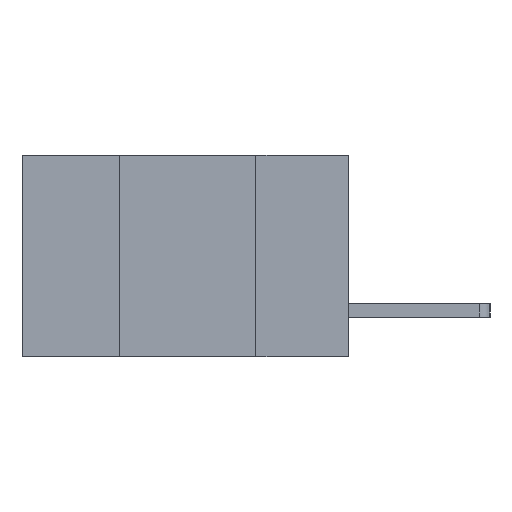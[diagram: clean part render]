
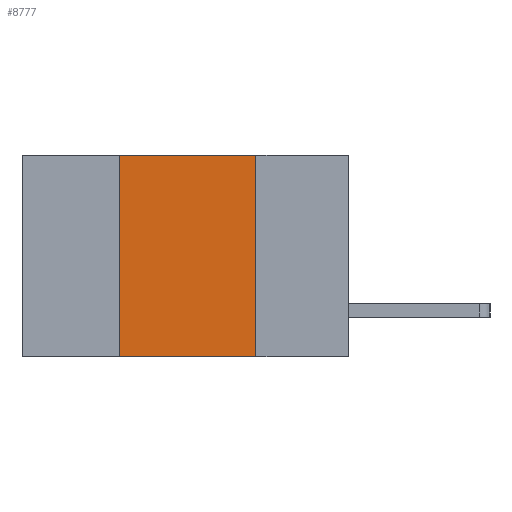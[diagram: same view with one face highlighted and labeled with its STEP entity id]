
A CAD part, left-side view. The second image highlights one B-rep face of the part: STEP entity #8777.
In plain terms, the highlighted planar face has unit normal (-1, 0, 0).
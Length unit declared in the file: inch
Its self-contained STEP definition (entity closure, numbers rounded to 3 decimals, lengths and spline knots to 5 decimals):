
#146 = DIRECTION ( 'NONE',  ( 0., 0., -1. ) ) ;
#149 = EDGE_CURVE ( 'NONE', #3065, #8074, #2406, .T. ) ;
#466 = EDGE_CURVE ( 'NONE', #7818, #3065, #6814, .T. ) ;
#590 = DIRECTION ( 'NONE',  ( 0., -1., 0. ) ) ;
#1187 = ORIENTED_EDGE ( 'NONE', *, *, #149, .F. ) ;
#1570 = CARTESIAN_POINT ( 'NONE',  ( 0., 0.6, 0. ) ) ;
#1600 = VERTEX_POINT ( 'NONE', #7427 ) ;
#2039 = PLANE ( 'NONE',  #7731 ) ;
#2314 = CARTESIAN_POINT ( 'NONE',  ( 0., 0.17, 0. ) ) ;
#2406 = LINE ( 'NONE', #1570, #7811 ) ;
#2874 = EDGE_CURVE ( 'NONE', #7818, #1600, #5640, .T. ) ;
#3054 = VECTOR ( 'NONE', #8046, 39.37008 ) ;
#3065 = VERTEX_POINT ( 'NONE', #8588 ) ;
#3459 = DIRECTION ( 'NONE',  ( 1., 0., 0. ) ) ;
#3804 = ORIENTED_EDGE ( 'NONE', *, *, #466, .F. ) ;
#3844 = VECTOR ( 'NONE', #146, 39.37008 ) ;
#3996 = EDGE_CURVE ( 'NONE', #8074, #1600, #4290, .T. ) ;
#4124 = CARTESIAN_POINT ( 'NONE',  ( 0., 0.17, 0. ) ) ;
#4290 = LINE ( 'NONE', #2314, #3844 ) ;
#4474 = ORIENTED_EDGE ( 'NONE', *, *, #2874, .T. ) ;
#5449 = FACE_OUTER_BOUND ( 'NONE', #8359, .T. ) ;
#5640 = LINE ( 'NONE', #6999, #9163 ) ;
#5727 = DIRECTION ( 'NONE',  ( 0., -1., 0. ) ) ;
#5953 = CARTESIAN_POINT ( 'NONE',  ( 0., 0.42, -0.37 ) ) ;
#6176 = ORIENTED_EDGE ( 'NONE', *, *, #3996, .F. ) ;
#6814 = LINE ( 'NONE', #7453, #3054 ) ;
#6999 = CARTESIAN_POINT ( 'NONE',  ( 0., 0.6, -0.37 ) ) ;
#7004 = CARTESIAN_POINT ( 'NONE',  ( 0., 0.6, 0. ) ) ;
#7427 = CARTESIAN_POINT ( 'NONE',  ( 0., 0.17, -0.37 ) ) ;
#7453 = CARTESIAN_POINT ( 'NONE',  ( 0., 0.42, 0. ) ) ;
#7731 = AXIS2_PLACEMENT_3D ( 'NONE', #7004, #3459, #8398 ) ;
#7811 = VECTOR ( 'NONE', #5727, 39.37008 ) ;
#7818 = VERTEX_POINT ( 'NONE', #5953 ) ;
#8046 = DIRECTION ( 'NONE',  ( 0., 0., 1. ) ) ;
#8074 = VERTEX_POINT ( 'NONE', #4124 ) ;
#8359 = EDGE_LOOP ( 'NONE', ( #6176, #1187, #3804, #4474 ) ) ;
#8398 = DIRECTION ( 'NONE',  ( 0., 0., -1. ) ) ;
#8588 = CARTESIAN_POINT ( 'NONE',  ( 0., 0.42, 0. ) ) ;
#8777 = ADVANCED_FACE ( 'NONE', ( #5449 ), #2039, .F. ) ;
#9163 = VECTOR ( 'NONE', #590, 39.37008 ) ;
